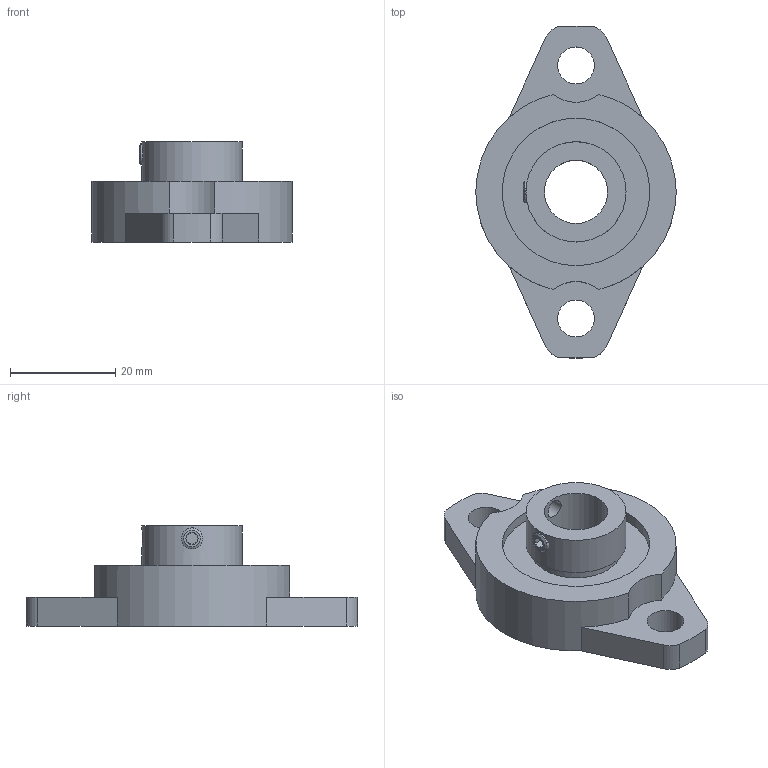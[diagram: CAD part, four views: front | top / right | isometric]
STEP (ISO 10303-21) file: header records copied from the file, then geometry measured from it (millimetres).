
FILE_DESCRIPTION(/* description */ ('STEP AP214'),/* implementation_level */ '2;1');
FILE_NAME(/* name */ 'HBRSX12',/* time_stamp */ '2023-10-02T14:58:34+02:00',/* author */ ('License CC BY-ND 4.0'),/* organization */ ('CADENAS'),/* preprocessor_version */ 'ST-DEVELOPER v19.3',/* originating_system */ 'PARTsolutions',/* authorisation */ ' ');
FILE_SCHEMA (('AUTOMOTIVE_DESIGN {1 0 10303 214 3 1 1}'));
Length unit declared in the file: millimetre
Products named in the file (3): HBRSX12; Hexagon socket set screw with flat point DIN 913 - M4x4; HBRSX12x
Assembly tree (2 placements, depth 2):
  HBRSX12
    Hexagon socket set screw with flat point DIN 913 - M4x4
    HBRSX12x
Bounding box: 38 x 62.96 x 19 mm (x, y, z)
Volume: 13259.3 mm3; surface area: 6342.2 mm2
Topology: 2 solids, 2 shells, 53 faces, 120 edges, 75 vertices
Faces by surface type: plane 22, cylinder 20, cone 10, torus 1
Full cylindrical faces by diameter (mm): 3.242 x1, 3.5 x1, 4 x1, 7 x2, 12 x1, 16.75 x1, 19 x1, 28 x2
Entity records: 1732 total; most frequent: CARTESIAN_POINT 286, DIRECTION 252, ORIENTED_EDGE 196, AXIS2_PLACEMENT_3D 108, EDGE_CURVE 98, EDGE_LOOP 84, FACE_BOUND 84, VERTEX_POINT 70
